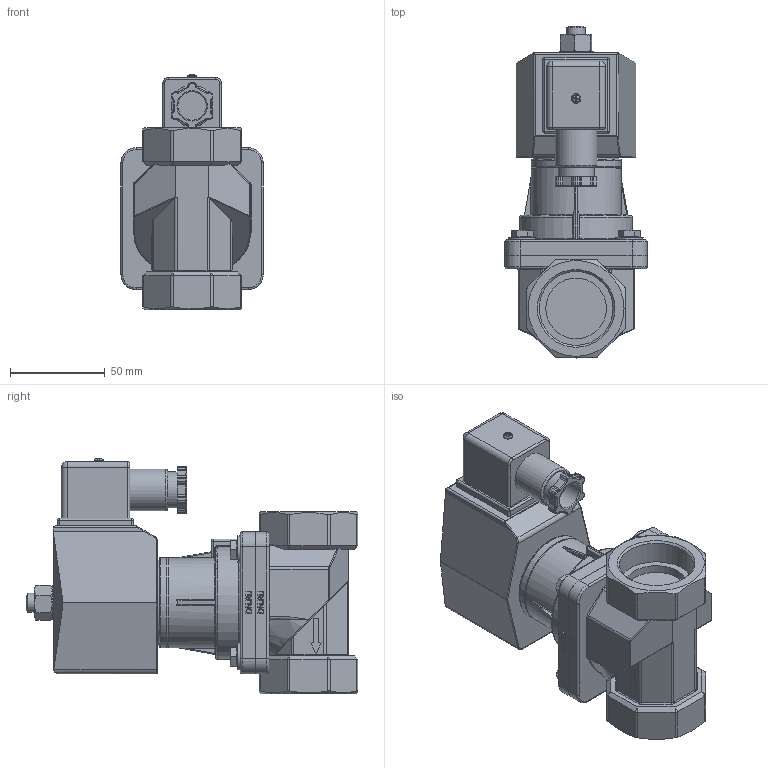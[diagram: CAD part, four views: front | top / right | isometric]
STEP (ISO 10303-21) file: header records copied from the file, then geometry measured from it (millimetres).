
FILE_DESCRIPTION(/* description */ (''),/* implementation_level */ '2;1');
FILE_NAME(/* name */ 'DN32_3D_STEP.stp',/* time_stamp */ '2025-04-13T20:41:18+03:00',/* author */ ('igorr'),/* organization */ (''),/* preprocessor_version */ 'ST-DEVELOPER v20',/* originating_system */ 'Autodesk Inventor 2025',/* authorisation */ '');
FILE_SCHEMA (('AUTOMOTIVE_DESIGN { 1 0 10303 214 3 1 1 }'));
Length unit declared in the file: millimetre
Products named in the file (7): Сборка1; Деталь1; AS 1427 - M2,5 x 4; AS 1237 - 10; ANSI B18.2.4.2M - M10x1,5; AS 1237 - 8; AS 1110 - M6 x 12
Assembly tree (12 placements, depth 2):
  Сборка1
    Деталь1
    AS 1427 - M2,5 x 4
    AS 1237 - 10
    ANSI B18.2.4.2M - M10x1,5
    AS 1237 - 8  x4
    AS 1110 - M6 x 12  x4
Bounding box: 75.1 x 175 x 124.22 mm (x, y, z)
Volume: 597291.1 mm3; surface area: 83428.6 mm2
Topology: 12 solids, 12 shells, 803 faces, 1919 edges, 1175 vertices
Faces by surface type: plane 350, cylinder 224, bspline 92, cone 71, torus 51, sphere 15
Full cylindrical faces by diameter (mm): 2.224 x1, 2.5 x1, 3 x1, 6 x8, 8 x8, 8.376 x1, 8.4 x4, 10 x5, 10.5 x1, 14 x4, 15 x1, 18 x1, 19 x1, 22 x1, 32 x2, 38.953 x2, 44.027 x1, 45.439 x2, 47.439 x2
Entity records: 23380 total; most frequent: CARTESIAN_POINT 6074, ORIENTED_EDGE 3466, DIRECTION 3334, EDGE_CURVE 1733, AXIS2_PLACEMENT_3D 1211, VERTEX_POINT 1073, LINE 912, VECTOR 912
